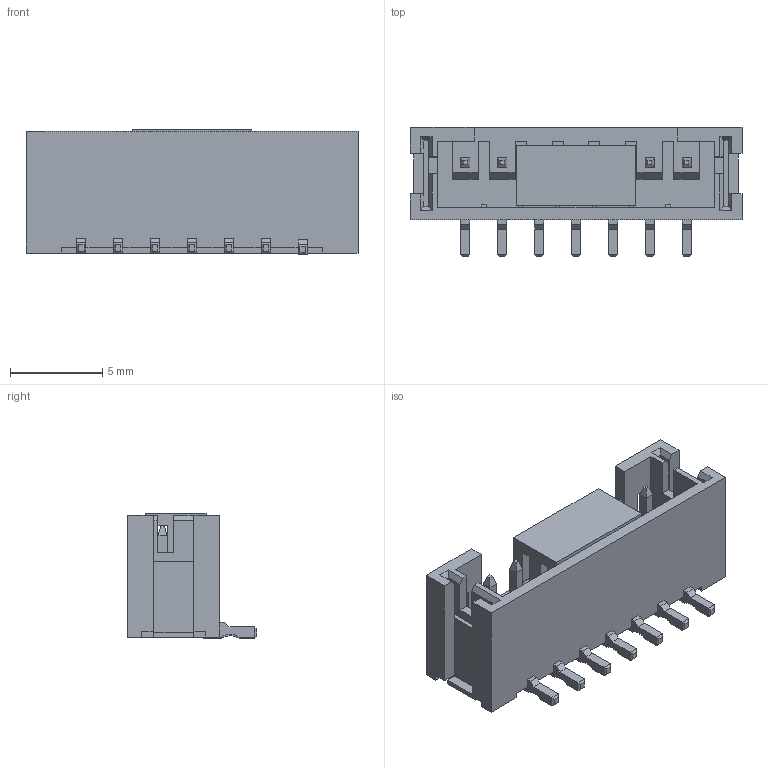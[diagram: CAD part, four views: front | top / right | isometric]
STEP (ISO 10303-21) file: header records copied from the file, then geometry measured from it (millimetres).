
FILE_DESCRIPTION(/* description */ ('Unknown'),/* implementation_level */ '2;1');
FILE_NAME(/* name */ 'J_Wurth_WR-WTB_620307124022',/* time_stamp */ '2025-05-23T16:02:46+08:00',/* author */ ('Unknown'),/* organization */ ('Unknown'),/* preprocessor_version */ 'ST-DEVELOPER v19.4',/* originating_system */ 'Solid Edge',/* authorisation */ 'Unknown');
FILE_SCHEMA (('AUTOMOTIVE_DESIGN {1 0 10303 214 3 1 1}'));
Length unit declared in the file: millimetre
Products named in the file (2): J_Wurth_WR-WTB_620307124022
Assembly tree (1 placements, depth 2):
  J_Wurth_WR-WTB_620307124022
    J_Wurth_WR-WTB_620307124022
Bounding box: 18 x 7.01 x 6.78 mm (x, y, z)
Volume: 310.7 mm3; surface area: 917.9 mm2
Topology: 1 solids, 1 shells, 350 faces, 977 edges, 622 vertices
Faces by surface type: plane 339, cylinder 11
Entity records: 13421 total; most frequent: ORIENTED_EDGE 1954, CARTESIAN_POINT 1951, DIRECTION 1703, EDGE_CURVE 977, LINE 955, VECTOR 955, VERTEX_POINT 622, AXIS2_PLACEMENT_3D 374
